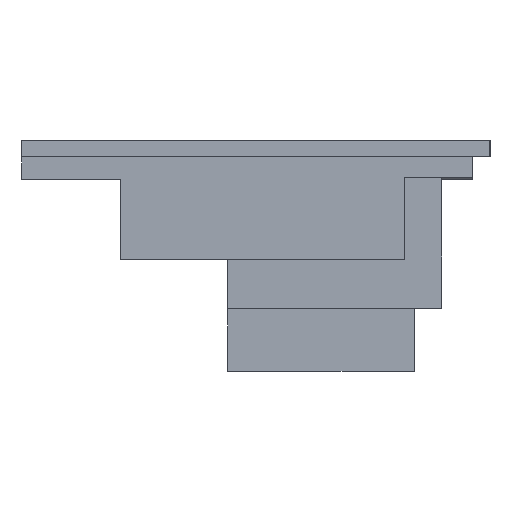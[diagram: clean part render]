
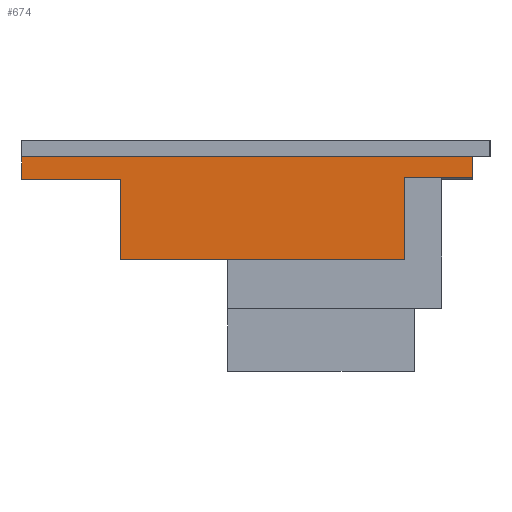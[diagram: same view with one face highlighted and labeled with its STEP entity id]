
A CAD part, left-side view. The second image highlights one B-rep face of the part: STEP entity #674.
In plain terms, the highlighted planar face has unit normal (-1, 0, 0).
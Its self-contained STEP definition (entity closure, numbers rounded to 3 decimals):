
#29 = VECTOR ( 'NONE', #955, 1000. ) ;
#74 = VERTEX_POINT ( 'NONE', #217 ) ;
#90 = CARTESIAN_POINT ( 'NONE',  ( 1.225, 5.3, -1.271 ) ) ;
#96 = EDGE_CURVE ( 'NONE', #1148, #542, #183, .T. ) ;
#140 = ORIENTED_EDGE ( 'NONE', *, *, #617, .F. ) ;
#155 = DIRECTION ( 'NONE',  ( 0., 1., 0. ) ) ;
#166 = VECTOR ( 'NONE', #494, 1000. ) ;
#170 = AXIS2_PLACEMENT_3D ( 'NONE', #939, #1607, #1075 ) ;
#183 = LINE ( 'NONE', #1084, #496 ) ;
#217 = CARTESIAN_POINT ( 'NONE',  ( 1.225, 22.9, -6.385 ) ) ;
#249 = VECTOR ( 'NONE', #927, 1000. ) ;
#297 = VECTOR ( 'NONE', #1258, 1000. ) ;
#307 = EDGE_CURVE ( 'NONE', #1096, #943, #396, .T. ) ;
#396 = LINE ( 'NONE', #914, #1228 ) ;
#418 = FACE_OUTER_BOUND ( 'NONE', #1432, .T. ) ;
#494 = DIRECTION ( 'NONE',  ( 0., 1., 0. ) ) ;
#496 = VECTOR ( 'NONE', #997, 1000. ) ;
#542 = VERTEX_POINT ( 'NONE', #90 ) ;
#547 = CARTESIAN_POINT ( 'NONE',  ( 1.225, 1.1, -1.271 ) ) ;
#551 = VECTOR ( 'NONE', #1166, 1000. ) ;
#614 = EDGE_CURVE ( 'NONE', #779, #670, #1058, .T. ) ;
#616 = LINE ( 'NONE', #1374, #297 ) ;
#617 = EDGE_CURVE ( 'NONE', #670, #730, #1680, .T. ) ;
#649 = CARTESIAN_POINT ( 'NONE',  ( 1.225, 5.3, -6.385 ) ) ;
#670 = VERTEX_POINT ( 'NONE', #1321 ) ;
#674 = ADVANCED_FACE ( 'NONE', ( #418 ), #946, .F. ) ;
#690 = ORIENTED_EDGE ( 'NONE', *, *, #965, .F. ) ;
#730 = VERTEX_POINT ( 'NONE', #1643 ) ;
#746 = ORIENTED_EDGE ( 'NONE', *, *, #307, .T. ) ;
#754 = CARTESIAN_POINT ( 'NONE',  ( 1.225, 5.3, -6.385 ) ) ;
#779 = VERTEX_POINT ( 'NONE', #1653 ) ;
#817 = LINE ( 'NONE', #547, #29 ) ;
#853 = ORIENTED_EDGE ( 'NONE', *, *, #1277, .F. ) ;
#854 = EDGE_CURVE ( 'NONE', #74, #779, #616, .T. ) ;
#858 = ORIENTED_EDGE ( 'NONE', *, *, #96, .T. ) ;
#914 = CARTESIAN_POINT ( 'NONE',  ( 1.225, 1.1, -1.385 ) ) ;
#927 = DIRECTION ( 'NONE',  ( 0., 0., 1. ) ) ;
#939 = CARTESIAN_POINT ( 'NONE',  ( 1.225, 1.1, -1.385 ) ) ;
#943 = VERTEX_POINT ( 'NONE', #1398 ) ;
#946 = PLANE ( 'NONE',  #170 ) ;
#953 = CARTESIAN_POINT ( 'NONE',  ( 1.225, 1.1, -1.385 ) ) ;
#955 = DIRECTION ( 'NONE',  ( 0., 1., 0. ) ) ;
#965 = EDGE_CURVE ( 'NONE', #1148, #74, #1419, .T. ) ;
#967 = EDGE_CURVE ( 'NONE', #943, #730, #1683, .T. ) ;
#997 = DIRECTION ( 'NONE',  ( 0., 0., 1. ) ) ;
#1016 = CARTESIAN_POINT ( 'NONE',  ( 1.225, 1.1, 0. ) ) ;
#1017 = VECTOR ( 'NONE', #155, 1000. ) ;
#1058 = LINE ( 'NONE', #953, #1017 ) ;
#1075 = DIRECTION ( 'NONE',  ( 0., 1., 0. ) ) ;
#1084 = CARTESIAN_POINT ( 'NONE',  ( 1.225, 5.3, -6.385 ) ) ;
#1096 = VERTEX_POINT ( 'NONE', #1669 ) ;
#1099 = ORIENTED_EDGE ( 'NONE', *, *, #854, .F. ) ;
#1148 = VERTEX_POINT ( 'NONE', #754 ) ;
#1166 = DIRECTION ( 'NONE',  ( 0., 1., 0. ) ) ;
#1228 = VECTOR ( 'NONE', #1429, 1000. ) ;
#1258 = DIRECTION ( 'NONE',  ( 0., 0., 1. ) ) ;
#1277 = EDGE_CURVE ( 'NONE', #1096, #542, #817, .T. ) ;
#1321 = CARTESIAN_POINT ( 'NONE',  ( 1.225, 29., -1.385 ) ) ;
#1374 = CARTESIAN_POINT ( 'NONE',  ( 1.225, 22.9, -6.385 ) ) ;
#1387 = ORIENTED_EDGE ( 'NONE', *, *, #614, .F. ) ;
#1398 = CARTESIAN_POINT ( 'NONE',  ( 1.225, 1.1, 0. ) ) ;
#1419 = LINE ( 'NONE', #649, #551 ) ;
#1429 = DIRECTION ( 'NONE',  ( 0., 0., 1. ) ) ;
#1432 = EDGE_LOOP ( 'NONE', ( #858, #853, #746, #1616, #140, #1387, #1099, #690 ) ) ;
#1480 = CARTESIAN_POINT ( 'NONE',  ( 1.225, 29., -1.385 ) ) ;
#1607 = DIRECTION ( 'NONE',  ( 1., 0., 0. ) ) ;
#1616 = ORIENTED_EDGE ( 'NONE', *, *, #967, .T. ) ;
#1643 = CARTESIAN_POINT ( 'NONE',  ( 1.225, 29., 0. ) ) ;
#1653 = CARTESIAN_POINT ( 'NONE',  ( 1.225, 22.9, -1.385 ) ) ;
#1669 = CARTESIAN_POINT ( 'NONE',  ( 1.225, 1.1, -1.271 ) ) ;
#1680 = LINE ( 'NONE', #1480, #249 ) ;
#1683 = LINE ( 'NONE', #1016, #166 ) ;
